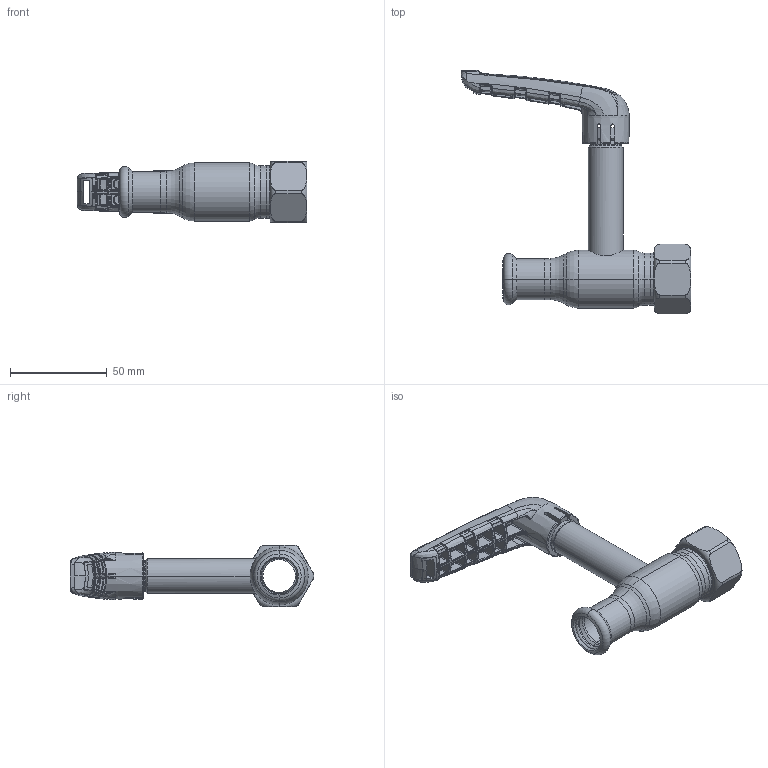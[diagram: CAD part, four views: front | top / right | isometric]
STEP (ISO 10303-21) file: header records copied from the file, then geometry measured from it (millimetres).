
FILE_DESCRIPTION (( 'STEP AP214' ), '1' );
FILE_NAME ('XPR21001 DN15 G34 x 18.step', '2018-09-25T10:37:28', ( '' ), ( '' ), 'SwSTEP 2.0', 'SolidWorks 2017', '' );
FILE_SCHEMA (( 'AUTOMOTIVE_DESIGN' ));
Length unit declared in the file: millimetre
Products named in the file (1): XPR21001 DN15 G34 x 18
Bounding box: 118.78 x 126.08 x 32 mm (x, y, z)
Surface area: 26389.6 mm2 (no closed solid volume)
Topology: 0 solids, 8 shells, 816 faces, 2452 edges, 1536 vertices
Faces by surface type: bspline 661, plane 58, cylinder 40, cone 28, torus 27, sphere 2
Entity records: 59781 total; most frequent: CARTESIAN_POINT 34917, ORIENTED_EDGE 4160, EDGE_CURVE 2416, B_SPLINE_CURVE_WITH_KNOTS 1666, DIRECTION 1628, VERTEX_POINT 1532, EDGE_LOOP 839, UNCERTAINTY_MEASURE_WITH_UNIT 818
